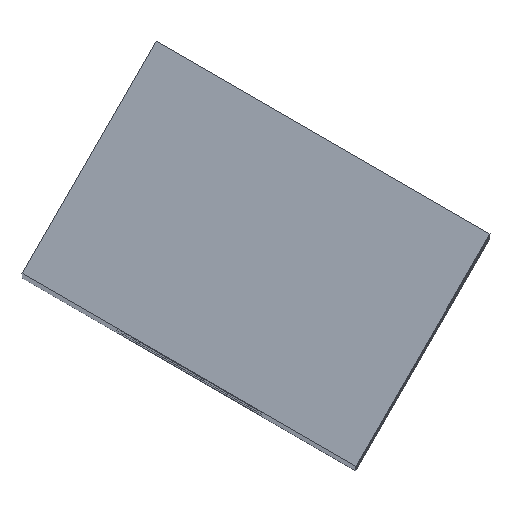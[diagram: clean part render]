
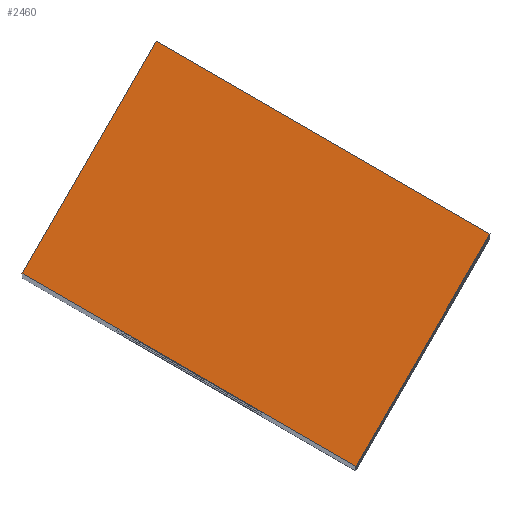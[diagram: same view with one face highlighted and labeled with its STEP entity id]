
A CAD part, top view. The second image highlights one B-rep face of the part: STEP entity #2460.
In plain terms, the highlighted planar face has unit normal (0, 0, 1).
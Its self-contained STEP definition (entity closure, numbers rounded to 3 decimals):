
#200=CARTESIAN_POINT('',(185.164,-102.286,650.));
#210=VERTEX_POINT('',#200);
#240=CARTESIAN_POINT('',(185.164,-102.286,650.));
#250=DIRECTION('',(0.5,0.866,0.));
#260=VECTOR('',#250,1.);
#270=LINE('',#240,#260);
#280=CARTESIAN_POINT('',(189.164,-95.358,650.));
#290=VERTEX_POINT('',#280);
#300=EDGE_CURVE('',#210,#290,#270,.T.);
#550=CARTESIAN_POINT('',(189.164,-95.358,650.));
#560=DIRECTION('',(-0.866,0.5,0.));
#570=VECTOR('',#560,1.);
#580=LINE('',#550,#570);
#590=CARTESIAN_POINT('',(179.205,-89.608,650.));
#600=VERTEX_POINT('',#590);
#610=EDGE_CURVE('',#290,#600,#580,.T.);
#1350=CARTESIAN_POINT('',(179.205,-89.608,650.));
#1360=DIRECTION('',(-0.5,-0.866,0.));
#1370=VECTOR('',#1360,1.);
#1380=LINE('',#1350,#1370);
#1390=CARTESIAN_POINT('',(175.205,-96.536,650.));
#1400=VERTEX_POINT('',#1390);
#1410=EDGE_CURVE('',#600,#1400,#1380,.T.);
#1640=CARTESIAN_POINT('',(175.205,-96.536,650.));
#1650=DIRECTION('',(0.866,-0.5,0.));
#1660=VECTOR('',#1650,1.);
#1670=LINE('',#1640,#1660);
#1680=EDGE_CURVE('',#1400,#210,#1670,.T.);
#2350=CARTESIAN_POINT('',(0.,0.,650.));
#2360=DIRECTION('',(0.,0.,-1.));
#2370=DIRECTION('',(-1.,0.,0.));
#2380=AXIS2_PLACEMENT_3D('',#2350,#2360,#2370);
#2390=PLANE('',#2380);
#2400=ORIENTED_EDGE('',*,*,#610,.T.);
#2410=ORIENTED_EDGE('',*,*,#300,.T.);
#2420=ORIENTED_EDGE('',*,*,#1680,.T.);
#2430=ORIENTED_EDGE('',*,*,#1410,.T.);
#2440=EDGE_LOOP('',(#2430,#2420,#2410,#2400));
#2450=FACE_OUTER_BOUND('',#2440,.T.);
#2460=ADVANCED_FACE('',(#2450),#2390,.F.);
